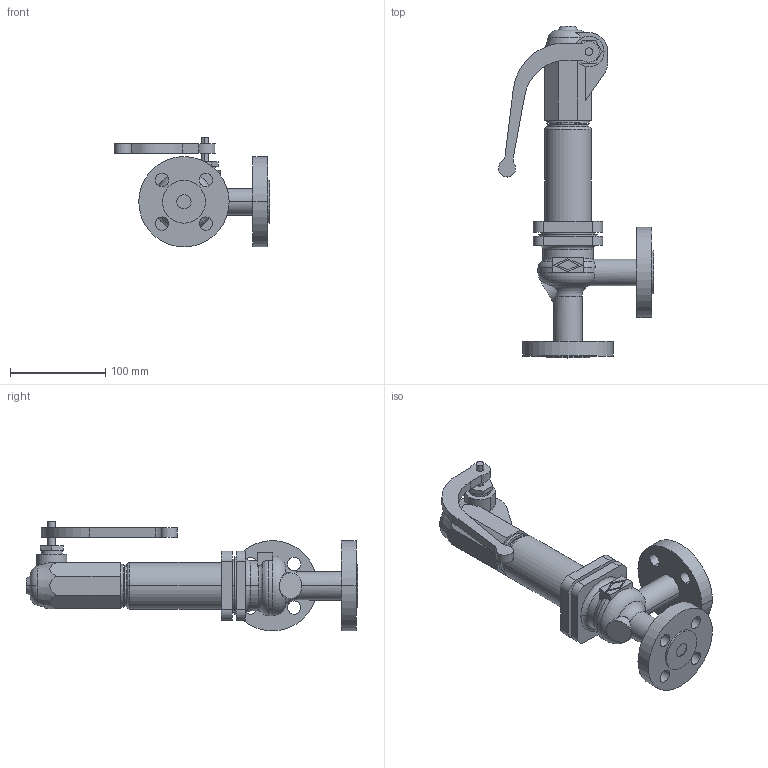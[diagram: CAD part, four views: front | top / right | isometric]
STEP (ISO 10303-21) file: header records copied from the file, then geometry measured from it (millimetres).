
FILE_DESCRIPTION(('Creo Elements/Direct Modeling STEP Export'),'2;1');
FILE_NAME('c000005002.stp','2013-12-03T 8:35:40',(''),(''),'Creo Elements/Direct Modeling STEP processor for AP214 (Solid Model)','Creo Elements/Direct Modeling 17.0D 15-Jul-2011 (C) Parametric Technology GmbH','');
FILE_SCHEMA(('AUTOMOTIVE_DESIGN { 1 0 10303 214 1 1 1 1 }'));
Length unit declared in the file: millimetre
Products named in the file (1): 1
Bounding box: 163.03 x 349 x 115.5 mm (x, y, z)
Volume: 964980.7 mm3; surface area: 126162 mm2
Topology: 1 solids, 1 shells, 162 faces, 411 edges, 273 vertices
Faces by surface type: cylinder 76, plane 72, torus 11, cone 3
Entity records: 4953 total; most frequent: CARTESIAN_POINT 1149, ORIENTED_EDGE 822, DIRECTION 747, EDGE_CURVE 411, AXIS2_PLACEMENT_3D 276, VERTEX_POINT 273, EDGE_LOOP 200, VECTOR 195
